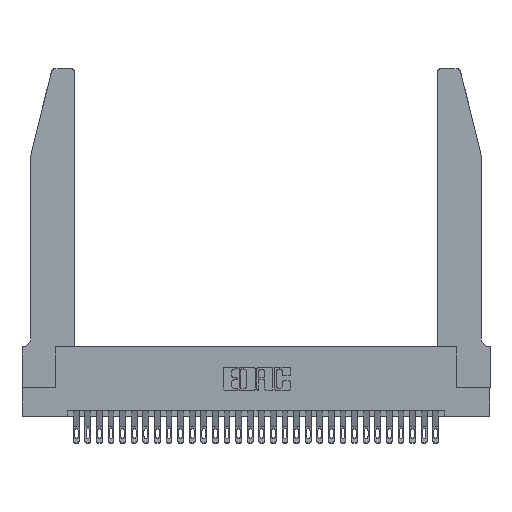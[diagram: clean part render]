
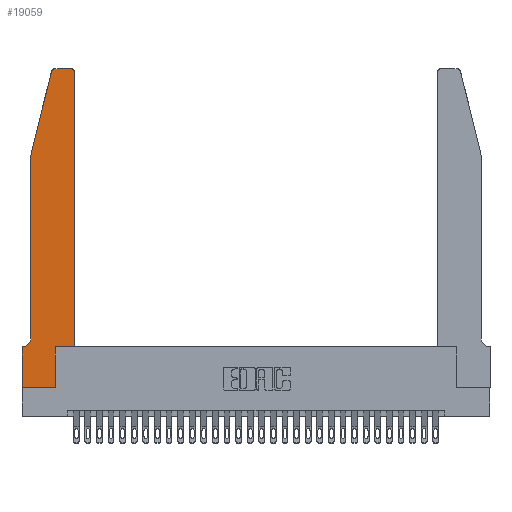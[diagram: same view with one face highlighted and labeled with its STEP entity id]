
A CAD part, top view. The second image highlights one B-rep face of the part: STEP entity #19059.
In plain terms, the highlighted planar face has unit normal (0, 0, 1).
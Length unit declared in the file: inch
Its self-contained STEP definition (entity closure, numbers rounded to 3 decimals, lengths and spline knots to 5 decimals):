
#123 = CARTESIAN_POINT ( 'NONE',  ( 0., 0., 0.37 ) ) ;
#565 = LINE ( 'NONE', #23029, #25749 ) ;
#839 = VERTEX_POINT ( 'NONE', #15380 ) ;
#858 = CARTESIAN_POINT ( 'NONE',  ( 0.284, 2.75, 0.37 ) ) ;
#1447 = CARTESIAN_POINT ( 'NONE',  ( 0.0755, 0.35, 0.37 ) ) ;
#2104 = VERTEX_POINT ( 'NONE', #11473 ) ;
#2183 = ORIENTED_EDGE ( 'NONE', *, *, #31433, .T. ) ;
#2434 = DIRECTION ( 'NONE',  ( 1., 0., 0. ) ) ;
#2771 = CIRCLE ( 'NONE', #15697, 0.07 ) ;
#3134 = FACE_OUTER_BOUND ( 'NONE', #4461, .T. ) ;
#3512 = VERTEX_POINT ( 'NONE', #31278 ) ;
#3767 = ORIENTED_EDGE ( 'NONE', *, *, #22787, .T. ) ;
#3855 = CARTESIAN_POINT ( 'NONE',  ( 0., 0.35, 0.37 ) ) ;
#4461 = EDGE_LOOP ( 'NONE', ( #5305, #4526, #19015, #18502, #5667, #2183, #14759, #9089, #4655, #3767, #26201, #24493 ) ) ;
#4526 = ORIENTED_EDGE ( 'NONE', *, *, #10158, .T. ) ;
#4655 = ORIENTED_EDGE ( 'NONE', *, *, #13934, .T. ) ;
#4708 = LINE ( 'NONE', #30983, #24070 ) ;
#4756 = CARTESIAN_POINT ( 'NONE',  ( 0.0755, 2., 0.37 ) ) ;
#5067 = DIRECTION ( 'NONE',  ( -0.239, -0.971, 0. ) ) ;
#5084 = CARTESIAN_POINT ( 'NONE',  ( 0.2865, 0.35, 0.37 ) ) ;
#5305 = ORIENTED_EDGE ( 'NONE', *, *, #27166, .T. ) ;
#5508 = DIRECTION ( 'NONE',  ( 0., 1., 0. ) ) ;
#5667 = ORIENTED_EDGE ( 'NONE', *, *, #30771, .T. ) ;
#6031 = VERTEX_POINT ( 'NONE', #7970 ) ;
#6181 = PLANE ( 'NONE',  #21040 ) ;
#6692 = VERTEX_POINT ( 'NONE', #14725 ) ;
#6785 = CARTESIAN_POINT ( 'NONE',  ( 0.4505, 0.35, 0.37 ) ) ;
#7573 = CARTESIAN_POINT ( 'NONE',  ( 0., 0.35, 0.37 ) ) ;
#7582 = EDGE_CURVE ( 'NONE', #24090, #3512, #17529, .T. ) ;
#7921 = VERTEX_POINT ( 'NONE', #20090 ) ;
#7950 = VERTEX_POINT ( 'NONE', #10497 ) ;
#7951 = DIRECTION ( 'NONE',  ( 0., 1., 0. ) ) ;
#7970 = CARTESIAN_POINT ( 'NONE',  ( 0.25487, 2.72718, 0.37 ) ) ;
#8867 = VECTOR ( 'NONE', #24743, 39.37008 ) ;
#9089 = ORIENTED_EDGE ( 'NONE', *, *, #28311, .T. ) ;
#9513 = DIRECTION ( 'NONE',  ( 1., 0., 0. ) ) ;
#9882 = DIRECTION ( 'NONE',  ( 0., 0., -1. ) ) ;
#10158 = EDGE_CURVE ( 'NONE', #19657, #6031, #18199, .T. ) ;
#10497 = CARTESIAN_POINT ( 'NONE',  ( 0.0055, 0.35, 0.37 ) ) ;
#10846 = EDGE_CURVE ( 'NONE', #6031, #28396, #21934, .T. ) ;
#11250 = LINE ( 'NONE', #28733, #22641 ) ;
#11449 = VECTOR ( 'NONE', #5508, 39.37008 ) ;
#11473 = CARTESIAN_POINT ( 'NONE',  ( 0.2865, 0., 0.37 ) ) ;
#12853 = CARTESIAN_POINT ( 'NONE',  ( 0.4205, 2.72, 0.37 ) ) ;
#13793 = CARTESIAN_POINT ( 'NONE',  ( 0.2865, 0.35, 0.37 ) ) ;
#13934 = EDGE_CURVE ( 'NONE', #2104, #22376, #14502, .T. ) ;
#14335 = VECTOR ( 'NONE', #5067, 39.37008 ) ;
#14502 = LINE ( 'NONE', #5084, #11449 ) ;
#14556 = DIRECTION ( 'NONE',  ( -1., 0., 0. ) ) ;
#14725 = CARTESIAN_POINT ( 'NONE',  ( 0., 0., 0.37 ) ) ;
#14759 = ORIENTED_EDGE ( 'NONE', *, *, #26924, .T. ) ;
#15380 = CARTESIAN_POINT ( 'NONE',  ( 0.4205, 2.75, 0.37 ) ) ;
#15697 = AXIS2_PLACEMENT_3D ( 'NONE', #26466, #9882, #14556 ) ;
#15838 = DIRECTION ( 'NONE',  ( 1., 0., 0. ) ) ;
#17014 = CARTESIAN_POINT ( 'NONE',  ( 0.284, 2.72, 0.37 ) ) ;
#17529 = LINE ( 'NONE', #22706, #26284 ) ;
#18199 = CIRCLE ( 'NONE', #28686, 0.03 ) ;
#18502 = ORIENTED_EDGE ( 'NONE', *, *, #31018, .T. ) ;
#19015 = ORIENTED_EDGE ( 'NONE', *, *, #10846, .T. ) ;
#19059 = ADVANCED_FACE ( 'NONE', ( #3134 ), #6181, .T. ) ;
#19090 = VECTOR ( 'NONE', #29085, 39.37008 ) ;
#19657 = VERTEX_POINT ( 'NONE', #858 ) ;
#19821 = CARTESIAN_POINT ( 'NONE',  ( 0.0755, 2., 0.37 ) ) ;
#20000 = DIRECTION ( 'NONE',  ( 0., 0., 1. ) ) ;
#20090 = CARTESIAN_POINT ( 'NONE',  ( 0.0755, 0.42, 0.37 ) ) ;
#20193 = AXIS2_PLACEMENT_3D ( 'NONE', #12853, #20000, #24641 ) ;
#21040 = AXIS2_PLACEMENT_3D ( 'NONE', #3855, #30401, #15838 ) ;
#21768 = LINE ( 'NONE', #24970, #8867 ) ;
#21934 = LINE ( 'NONE', #4756, #14335 ) ;
#22376 = VERTEX_POINT ( 'NONE', #13793 ) ;
#22641 = VECTOR ( 'NONE', #9513, 39.37008 ) ;
#22706 = CARTESIAN_POINT ( 'NONE',  ( 0.4505, 0.35, 0.37 ) ) ;
#22722 = DIRECTION ( 'NONE',  ( -1., 0., 0. ) ) ;
#22787 = EDGE_CURVE ( 'NONE', #22376, #24090, #4708, .T. ) ;
#23029 = CARTESIAN_POINT ( 'NONE',  ( 0.2605, 2.75, 0.37 ) ) ;
#24044 = DIRECTION ( 'NONE',  ( 1., 0., 0. ) ) ;
#24070 = VECTOR ( 'NONE', #24044, 39.37008 ) ;
#24090 = VERTEX_POINT ( 'NONE', #6785 ) ;
#24493 = ORIENTED_EDGE ( 'NONE', *, *, #29082, .T. ) ;
#24641 = DIRECTION ( 'NONE',  ( 1., 0., 0. ) ) ;
#24743 = DIRECTION ( 'NONE',  ( 0., -1., 0. ) ) ;
#24970 = CARTESIAN_POINT ( 'NONE',  ( 0.0755, 2., 0.37 ) ) ;
#25749 = VECTOR ( 'NONE', #22722, 39.37008 ) ;
#26201 = ORIENTED_EDGE ( 'NONE', *, *, #7582, .T. ) ;
#26284 = VECTOR ( 'NONE', #7951, 39.37008 ) ;
#26466 = CARTESIAN_POINT ( 'NONE',  ( 0.0055, 0.42, 0.37 ) ) ;
#26870 = VECTOR ( 'NONE', #29003, 39.37008 ) ;
#26924 = EDGE_CURVE ( 'NONE', #27292, #6692, #29542, .T. ) ;
#27014 = LINE ( 'NONE', #1447, #19090 ) ;
#27166 = EDGE_CURVE ( 'NONE', #839, #19657, #565, .T. ) ;
#27292 = VERTEX_POINT ( 'NONE', #7573 ) ;
#28311 = EDGE_CURVE ( 'NONE', #6692, #2104, #11250, .T. ) ;
#28396 = VERTEX_POINT ( 'NONE', #19821 ) ;
#28686 = AXIS2_PLACEMENT_3D ( 'NONE', #17014, #31554, #2434 ) ;
#28733 = CARTESIAN_POINT ( 'NONE',  ( 0., 0., 0.37 ) ) ;
#29003 = DIRECTION ( 'NONE',  ( 0., -1., 0. ) ) ;
#29082 = EDGE_CURVE ( 'NONE', #3512, #839, #30250, .T. ) ;
#29085 = DIRECTION ( 'NONE',  ( -1., 0., 0. ) ) ;
#29542 = LINE ( 'NONE', #123, #26870 ) ;
#30250 = CIRCLE ( 'NONE', #20193, 0.03 ) ;
#30401 = DIRECTION ( 'NONE',  ( 0., 0., 1. ) ) ;
#30771 = EDGE_CURVE ( 'NONE', #7921, #7950, #2771, .T. ) ;
#30983 = CARTESIAN_POINT ( 'NONE',  ( 0.4505, 0.35, 0.37 ) ) ;
#31018 = EDGE_CURVE ( 'NONE', #28396, #7921, #21768, .T. ) ;
#31278 = CARTESIAN_POINT ( 'NONE',  ( 0.4505, 2.72, 0.37 ) ) ;
#31433 = EDGE_CURVE ( 'NONE', #7950, #27292, #27014, .T. ) ;
#31554 = DIRECTION ( 'NONE',  ( 0., 0., 1. ) ) ;
